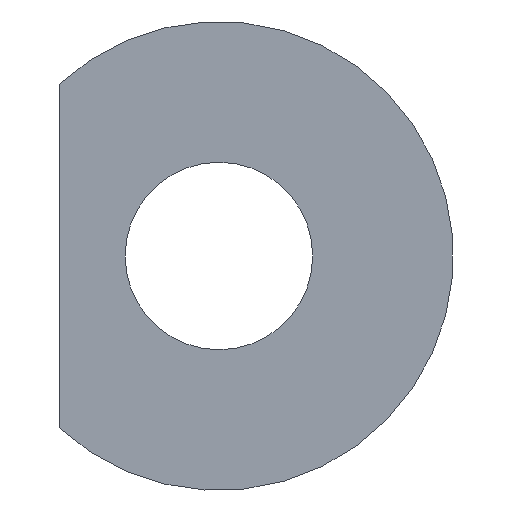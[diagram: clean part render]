
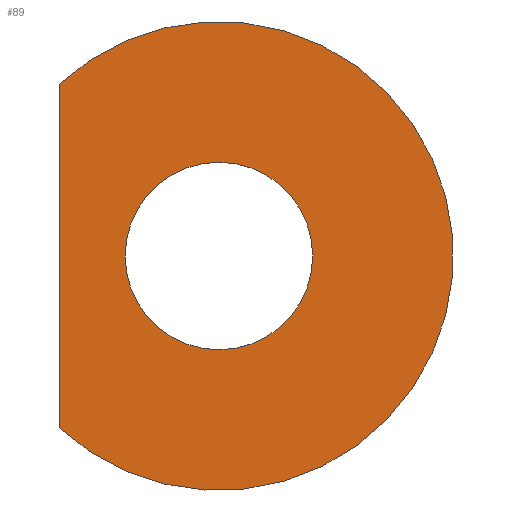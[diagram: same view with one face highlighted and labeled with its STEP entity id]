
A CAD part, left-side view. The second image highlights one B-rep face of the part: STEP entity #89.
In plain terms, the highlighted planar face has unit normal (-1, 0, 0).
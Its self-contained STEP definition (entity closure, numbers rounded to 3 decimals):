
#20=FACE_BOUND('',#35,.T.);
#23=PLANE('',#113);
#28=FACE_OUTER_BOUND('',#34,.T.);
#34=EDGE_LOOP('',(#80,#81));
#35=EDGE_LOOP('',(#82));
#37=LINE('',#155,#42);
#42=VECTOR('',#128,10.);
#47=CIRCLE('',#107,2.);
#48=CIRCLE('',#110,5.);
#51=VERTEX_POINT('',#149);
#52=VERTEX_POINT('',#153);
#53=VERTEX_POINT('',#154);
#58=EDGE_CURVE('',#51,#51,#47,.T.);
#59=EDGE_CURVE('',#52,#53,#37,.T.);
#63=EDGE_CURVE('',#52,#53,#48,.T.);
#80=ORIENTED_EDGE('',*,*,#63,.F.);
#81=ORIENTED_EDGE('',*,*,#59,.T.);
#82=ORIENTED_EDGE('',*,*,#58,.F.);
#89=ADVANCED_FACE('',(#28,#20),#23,.F.);
#107=AXIS2_PLACEMENT_3D('',#151,#124,#125);
#110=AXIS2_PLACEMENT_3D('',#162,#134,#135);
#113=AXIS2_PLACEMENT_3D('',#165,#140,#141);
#124=DIRECTION('center_axis',(-1.,0.,0.));
#125=DIRECTION('ref_axis',(0.,0.,-1.));
#128=DIRECTION('',(0.,0.,-1.));
#134=DIRECTION('center_axis',(1.,0.,0.));
#135=DIRECTION('ref_axis',(0.,0.68,0.733));
#140=DIRECTION('center_axis',(1.,0.,0.));
#141=DIRECTION('ref_axis',(0.,0.,-1.));
#149=CARTESIAN_POINT('',(0.,0.,2.));
#151=CARTESIAN_POINT('Origin',(0.,0.,0.));
#153=CARTESIAN_POINT('',(0.,3.4,3.666));
#154=CARTESIAN_POINT('',(0.,3.4,-3.666));
#155=CARTESIAN_POINT('',(0.,3.4,3.666));
#162=CARTESIAN_POINT('Origin',(0.,0.,0.));
#165=CARTESIAN_POINT('Origin',(0.,-0.8,0.));
